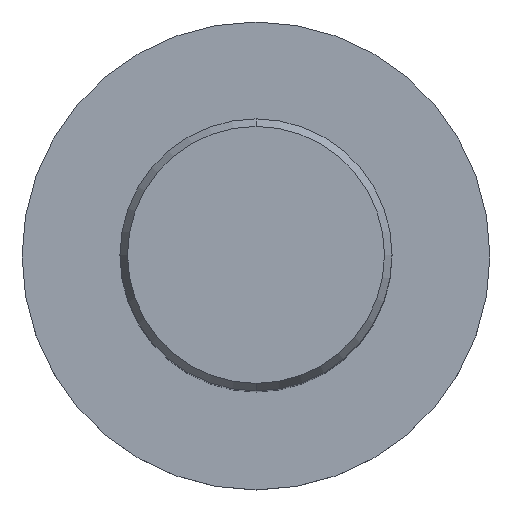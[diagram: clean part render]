
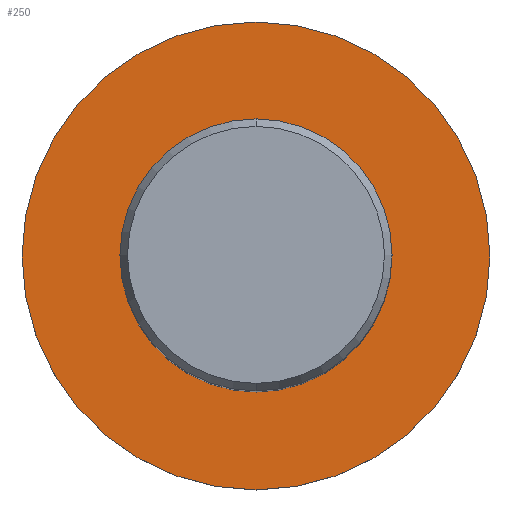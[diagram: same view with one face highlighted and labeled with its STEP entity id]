
A CAD part, top view. The second image highlights one B-rep face of the part: STEP entity #250.
In plain terms, the highlighted planar face has unit normal (0, 0, 1).
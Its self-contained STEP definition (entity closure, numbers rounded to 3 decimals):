
#196=EDGE_CURVE('',#454,#312,#529,.T.);
#198=EDGE_CURVE('',#214,#332,#531,.T.);
#214=VERTEX_POINT('',#548);
#250=ADVANCED_FACE('',(#587,#588),#589,.T.);
#278=EDGE_CURVE('',#332,#214,#617,.T.);
#310=EDGE_CURVE('',#312,#454,#652,.T.);
#312=VERTEX_POINT('',#654);
#332=VERTEX_POINT('',#678);
#454=VERTEX_POINT('',#813);
#529=CIRCLE('',#890,12.5);
#531=CIRCLE('',#893,21.5);
#548=CARTESIAN_POINT('',(0.,-21.5,-56.0));
#587=FACE_BOUND('',#968,.T.);
#588=FACE_OUTER_BOUND('',#969,.T.);
#589=PLANE('',#970);
#617=CIRCLE('',#1072,21.5);
#652=CIRCLE('',#1125,12.5);
#654=CARTESIAN_POINT('',(0.0,12.5,-56.0));
#678=CARTESIAN_POINT('',(0.0,21.5,-56.0));
#813=CARTESIAN_POINT('',(0.,-12.5,-56.0));
#890=AXIS2_PLACEMENT_3D('',#1574,#1575,#1576);
#893=AXIS2_PLACEMENT_3D('',#1577,#1578,#1579);
#968=EDGE_LOOP('',(#1635,#1636));
#969=EDGE_LOOP('',(#1637,#1638));
#970=AXIS2_PLACEMENT_3D('',#1639,#1640,#1641);
#1072=AXIS2_PLACEMENT_3D('',#1646,#1647,#1648);
#1125=AXIS2_PLACEMENT_3D('',#1687,#1688,#1689);
#1574=CARTESIAN_POINT('',(0.0,0.0,-56.0));
#1575=DIRECTION('',(-0.0,0.0,-1.0));
#1576=DIRECTION('',(0.0,1.0,0.0));
#1577=CARTESIAN_POINT('',(0.0,0.0,-56.0));
#1578=DIRECTION('',(0.0,0.0,-1.0));
#1579=DIRECTION('',(0.0,1.0,0.0));
#1635=ORIENTED_EDGE('',*,*,#310,.T.);
#1636=ORIENTED_EDGE('',*,*,#196,.T.);
#1637=ORIENTED_EDGE('',*,*,#278,.F.);
#1638=ORIENTED_EDGE('',*,*,#198,.F.);
#1639=CARTESIAN_POINT('',(0.0,10.75,-56.0));
#1640=DIRECTION('',(-0.0,0.0,1.0));
#1641=DIRECTION('',(0.0,-1.0,0.0));
#1646=CARTESIAN_POINT('',(0.0,0.0,-56.0));
#1647=DIRECTION('',(0.0,0.0,-1.0));
#1648=DIRECTION('',(0.0,1.0,0.0));
#1687=CARTESIAN_POINT('',(0.0,0.0,-56.0));
#1688=DIRECTION('',(-0.0,0.0,-1.0));
#1689=DIRECTION('',(0.0,1.0,0.0));
